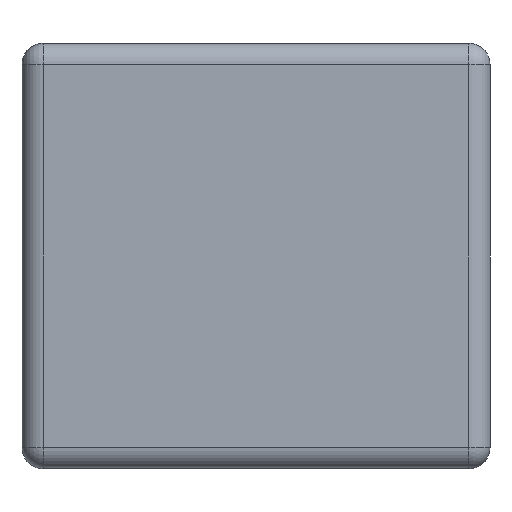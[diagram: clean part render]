
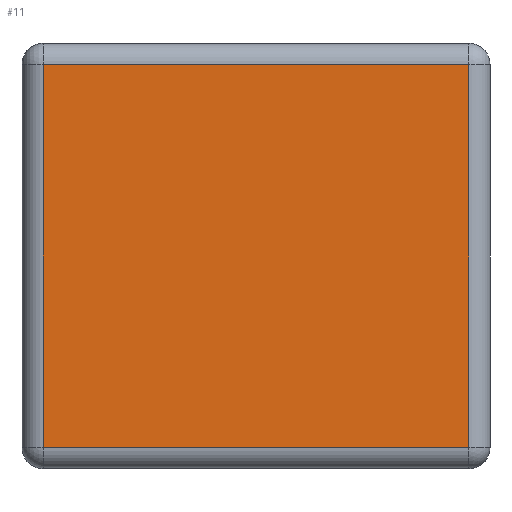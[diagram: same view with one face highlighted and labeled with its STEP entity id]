
A CAD part, left-side view. The second image highlights one B-rep face of the part: STEP entity #11.
In plain terms, the highlighted planar face has unit normal (-1, 0, 0).
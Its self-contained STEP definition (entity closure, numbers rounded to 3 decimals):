
#11=ADVANCED_FACE('NONE',(#12),#46,.F.);
#12=FACE_BOUND('NONE',#13,.T.);
#13=EDGE_LOOP('',(#14,#24,#32,#40));
#14=ORIENTED_EDGE('',*,*,#15,.T.);
#15=EDGE_CURVE('NONE',#16,#18,#20,.T.);
#16=VERTEX_POINT('NONE',#17);
#17=CARTESIAN_POINT('',(-0.5,0.525,0.225));
#18=VERTEX_POINT('NONE',#19);
#19=CARTESIAN_POINT('',(-0.5,0.525,-0.225));
#20=LINE('',#21,#22);
#21=CARTESIAN_POINT('',(-0.5,0.525,-0.25));
#22=VECTOR('',#23,1.0);
#23=DIRECTION('',(0.0,0.0,-1.0));
#24=ORIENTED_EDGE('',*,*,#25,.T.);
#25=EDGE_CURVE('NONE',#18,#26,#28,.T.);
#26=VERTEX_POINT('NONE',#27);
#27=CARTESIAN_POINT('',(-0.5,0.025,-0.225));
#28=LINE('',#29,#30);
#29=CARTESIAN_POINT('',(-0.5,0.55,-0.225));
#30=VECTOR('',#31,1.0);
#31=DIRECTION('',(0.0,-1.0,0.0));
#32=ORIENTED_EDGE('',*,*,#33,.T.);
#33=EDGE_CURVE('NONE',#26,#34,#36,.T.);
#34=VERTEX_POINT('NONE',#35);
#35=CARTESIAN_POINT('',(-0.5,0.025,0.225));
#36=LINE('',#37,#38);
#37=CARTESIAN_POINT('',(-0.5,0.025,-0.25));
#38=VECTOR('',#39,1.0);
#39=DIRECTION('',(0.0,0.0,1.0));
#40=ORIENTED_EDGE('',*,*,#41,.T.);
#41=EDGE_CURVE('NONE',#34,#16,#42,.T.);
#42=LINE('',#43,#44);
#43=CARTESIAN_POINT('',(-0.5,0.55,0.225));
#44=VECTOR('',#45,1.0);
#45=DIRECTION('',(0.0,1.0,0.0));
#46=PLANE('',#47);
#47=AXIS2_PLACEMENT_3D('',#48,#49,#50);
#48=CARTESIAN_POINT('',(-0.5,0.55,-0.25));
#49=DIRECTION('',(1.0,0.0,0.0));
#50=DIRECTION('',(0.0,0.0,-1.0));
